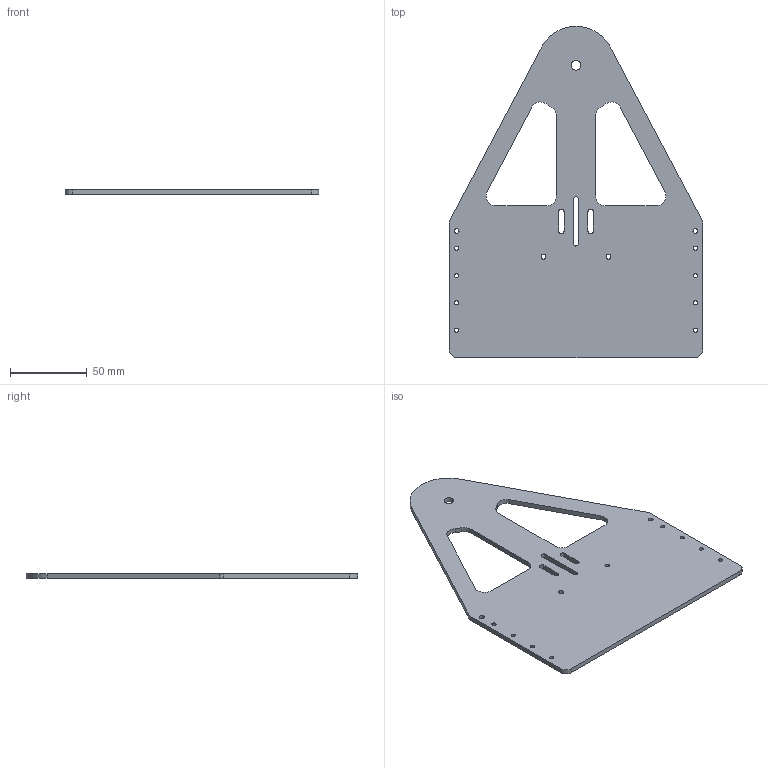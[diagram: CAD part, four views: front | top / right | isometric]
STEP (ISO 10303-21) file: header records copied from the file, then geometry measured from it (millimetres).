
FILE_DESCRIPTION (( 'STEP AP214' ), '1' );
FILE_NAME ('CF_TOP_STEP.STEP', '2025-03-11T18:48:21', ( '' ), ( '' ), 'SwSTEP 2.0', 'SolidWorks 2025', '' );
FILE_SCHEMA (( 'AUTOMOTIVE_DESIGN' ));
Length unit declared in the file: millimetre
Products named in the file (1): CF_TOP_STEP
Bounding box: 165.1 x 215.66 x 3.17 mm (x, y, z)
Volume: 71260.9 mm3; surface area: 49024.9 mm2
Topology: 1 solids, 1 shells, 67 faces, 195 edges, 130 vertices
Faces by surface type: cylinder 42, plane 19, bspline 6
Entity records: 2366 total; most frequent: CARTESIAN_POINT 471, DIRECTION 391, ORIENTED_EDGE 390, EDGE_CURVE 195, AXIS2_PLACEMENT_3D 146, VERTEX_POINT 130, EDGE_LOOP 103, VECTOR 99
